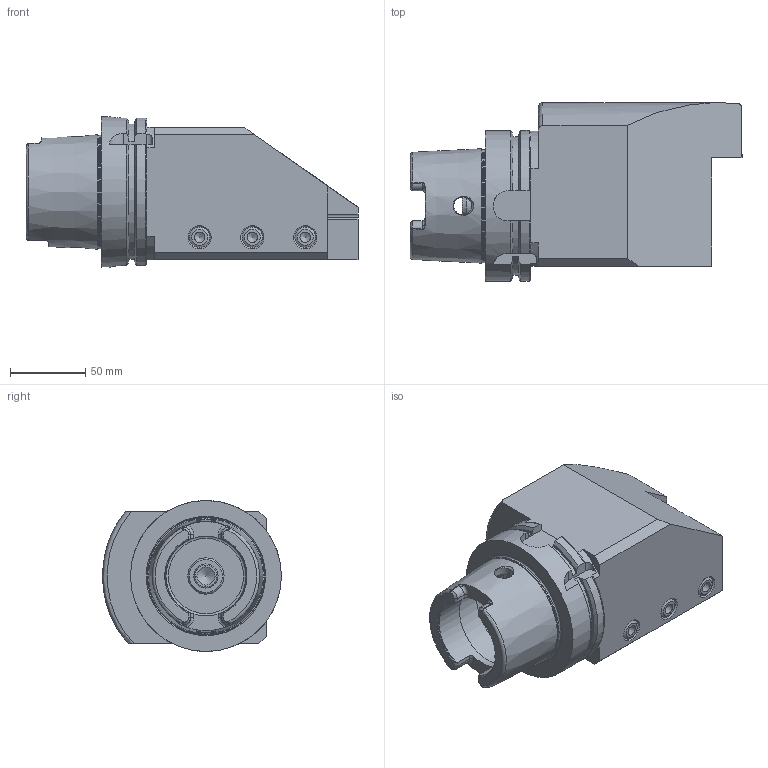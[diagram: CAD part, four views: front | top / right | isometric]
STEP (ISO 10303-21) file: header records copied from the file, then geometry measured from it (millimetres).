
FILE_DESCRIPTION((''),'2;1');
FILE_NAME('590077061150-3D.stp','2021-08-20T13:04:36',('nttooll'),(''),'Autodesk Inventor 2012','Autodesk Inventor 2012','');
FILE_SCHEMA(('AUTOMOTIVE_DESIGN { 1 0 10303 214 1 1 1 1 }'));
Length unit declared in the file: millimetre
Products named in the file (1): 590077061150-3D
Bounding box: 220 x 118.49 x 100 mm (x, y, z)
Volume: 1136911.8 mm3; surface area: 109654.1 mm2
Topology: 1 solids, 1 shells, 192 faces, 494 edges, 316 vertices
Faces by surface type: plane 74, cylinder 55, cone 45, torus 16, sphere 2
Full cylindrical faces by diameter (mm): 3.15 x1, 4 x1, 4.3 x1, 6.928 x3, 10 x1, 10.5 x1, 12 x3, 14 x3, 15.3 x1, 16 x2, 24 x1, 53 x1, 53.8 x1, 63 x1, 75.3 x1, 100 x1
Entity records: 5765 total; most frequent: CARTESIAN_POINT 1465, DIRECTION 907, ORIENTED_EDGE 828, EDGE_CURVE 414, AXIS2_PLACEMENT_3D 375, VERTEX_POINT 291, EDGE_LOOP 263, FACE_OUTER_BOUND 192
